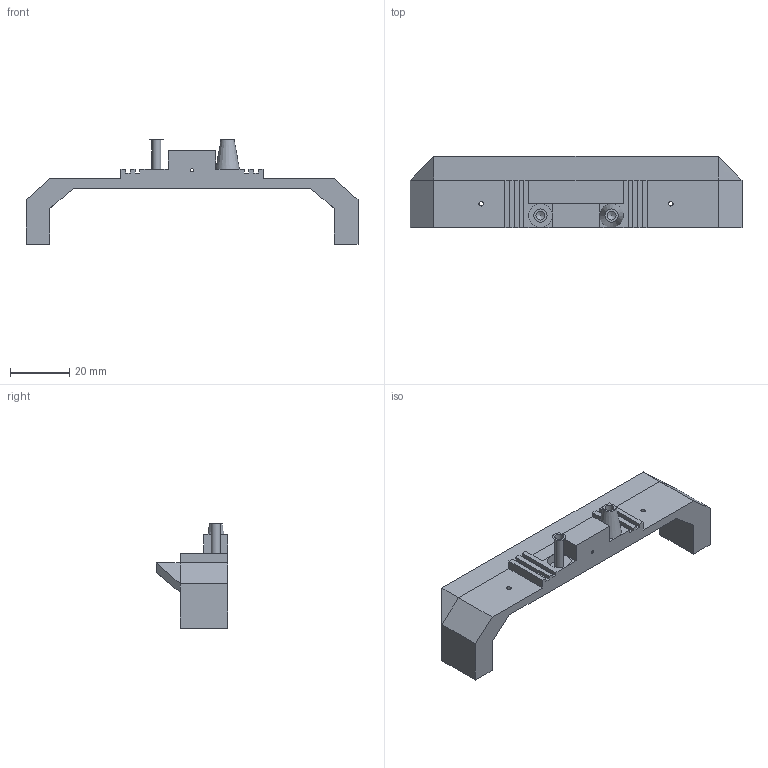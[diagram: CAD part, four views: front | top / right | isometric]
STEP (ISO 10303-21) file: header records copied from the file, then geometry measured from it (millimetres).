
FILE_DESCRIPTION(/* description */ (''),/* implementation_level */ '2;1');
FILE_NAME(/* name */ 'Fluegelding v9.step',/* time_stamp */ '2024-02-12T16:40:59+01:00',/* author */ (''),/* organization */ (''),/* preprocessor_version */ 'ST-DEVELOPER v20',/* originating_system */ 'Autodesk Translation Framework v12.20.1.177',/* authorisation */ '');
FILE_SCHEMA (('AUTOMOTIVE_DESIGN { 1 0 10303 214 3 1 1 }'));
Length unit declared in the file: millimetre
Products named in the file (1): Fluegelding
Bounding box: 112 x 24 x 35.2 mm (x, y, z)
Volume: 16218 mm3; surface area: 9186.2 mm2
Topology: 1 solids, 1 shells, 75 faces, 192 edges, 119 vertices
Faces by surface type: plane 62, cylinder 6, cone 4, bspline 3
Full cylindrical faces by diameter (mm): 1 x1, 1.5 x2, 3 x2, 6 x1
Entity records: 2295 total; most frequent: CARTESIAN_POINT 450, ORIENTED_EDGE 380, DIRECTION 354, EDGE_CURVE 190, LINE 164, VECTOR 164, VERTEX_POINT 119, AXIS2_PLACEMENT_3D 95
